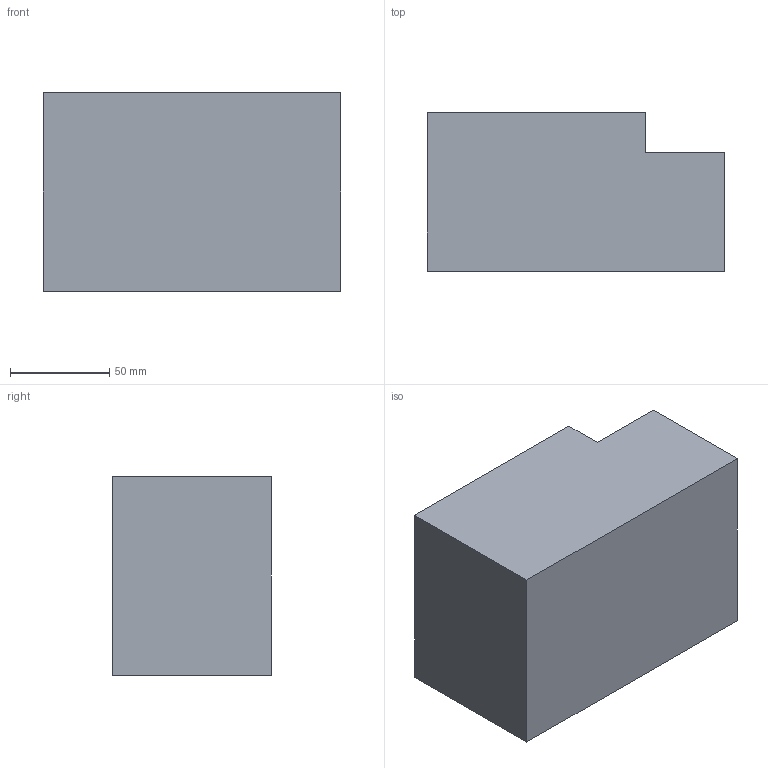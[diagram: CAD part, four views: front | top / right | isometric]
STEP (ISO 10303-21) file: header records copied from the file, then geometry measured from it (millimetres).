
FILE_DESCRIPTION(('produced by SPATIAL CORP'),'2;1');
FILE_NAME('DEMO02.hh.sat.stp','2002-04-19T11:16:47+00:00',('SPATIAL CORP'),('SPATIAL CORP'), 'ACIS STEP Husk','http://www.spatial.com','SPATIAL CORP');
FILE_SCHEMA(('CONFIG_CONTROL_DESIGN'));
Length unit declared in the file: millimetre
Products named in the file (1): PRODUCT_ID_1
Bounding box: 150 x 80 x 100 mm (x, y, z)
Volume: 1045082.9 mm3; surface area: 79597 mm2
Topology: 1 solids, 1 shells, 59 faces, 168 edges, 108 vertices
Faces by surface type: cone 24, cylinder 20, plane 15
Entity records: 1613 total; most frequent: ORIENTED_EDGE 312, CARTESIAN_POINT 251, DIRECTION 212, EDGE_CURVE 156, VERTEX_POINT 108, VECTOR 74, LINE 74, AXIS2_PLACEMENT_3D 69
